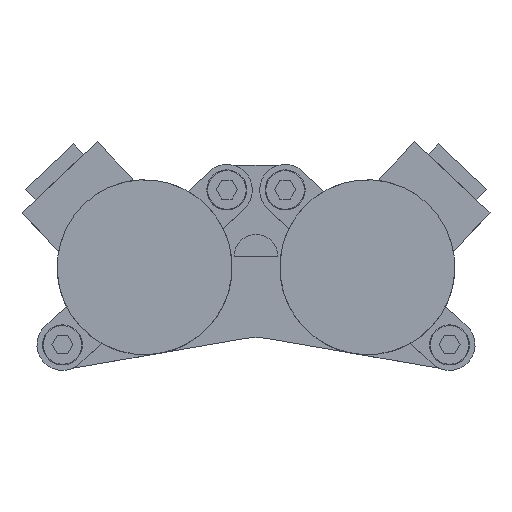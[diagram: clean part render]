
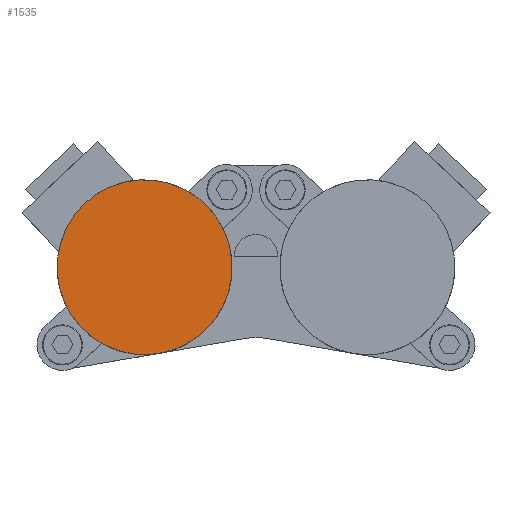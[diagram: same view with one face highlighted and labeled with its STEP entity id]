
A CAD part, top view. The second image highlights one B-rep face of the part: STEP entity #1535.
In plain terms, the highlighted face is planar.
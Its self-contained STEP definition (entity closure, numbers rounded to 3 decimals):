
#845 = DIRECTION ( 'NONE',  ( 0., 0., 1. ) ) ;
#889 = DIRECTION ( 'NONE',  ( 1., 0., 0. ) ) ;
#926 = PLANE ( 'NONE',  #6860 ) ;
#1535 = ADVANCED_FACE ( 'NONE', ( #11335 ), #926, .F. ) ;
#1929 = AXIS2_PLACEMENT_3D ( 'NONE', #12675, #11054, #10920 ) ;
#2270 = CIRCLE ( 'NONE', #1929, 12. ) ;
#2988 = CIRCLE ( 'NONE', #8735, 12. ) ;
#3355 = ORIENTED_EDGE ( 'NONE', *, *, #8127, .F. ) ;
#3677 = ORIENTED_EDGE ( 'NONE', *, *, #12688, .F. ) ;
#4782 = EDGE_LOOP ( 'NONE', ( #3677, #3355 ) ) ;
#4980 = CARTESIAN_POINT ( 'NONE',  ( 0., 0., -19.3 ) ) ;
#5987 = VERTEX_POINT ( 'NONE', #11506 ) ;
#6028 = CARTESIAN_POINT ( 'NONE',  ( -12., 0., -19.3 ) ) ;
#6860 = AXIS2_PLACEMENT_3D ( 'NONE', #4980, #11708, #889 ) ;
#8127 = EDGE_CURVE ( 'NONE', #9119, #5987, #2988, .T. ) ;
#8735 = AXIS2_PLACEMENT_3D ( 'NONE', #8981, #845, #12553 ) ;
#8981 = CARTESIAN_POINT ( 'NONE',  ( 0., 0., -19.3 ) ) ;
#9119 = VERTEX_POINT ( 'NONE', #6028 ) ;
#10920 = DIRECTION ( 'NONE',  ( 1., 0., 0. ) ) ;
#11054 = DIRECTION ( 'NONE',  ( 0., 0., 1. ) ) ;
#11335 = FACE_OUTER_BOUND ( 'NONE', #4782, .T. ) ;
#11506 = CARTESIAN_POINT ( 'NONE',  ( 12., 0., -19.3 ) ) ;
#11708 = DIRECTION ( 'NONE',  ( 0., 0., 1. ) ) ;
#12553 = DIRECTION ( 'NONE',  ( 1., 0., 0. ) ) ;
#12675 = CARTESIAN_POINT ( 'NONE',  ( 0., 0., -19.3 ) ) ;
#12688 = EDGE_CURVE ( 'NONE', #5987, #9119, #2270, .T. ) ;
